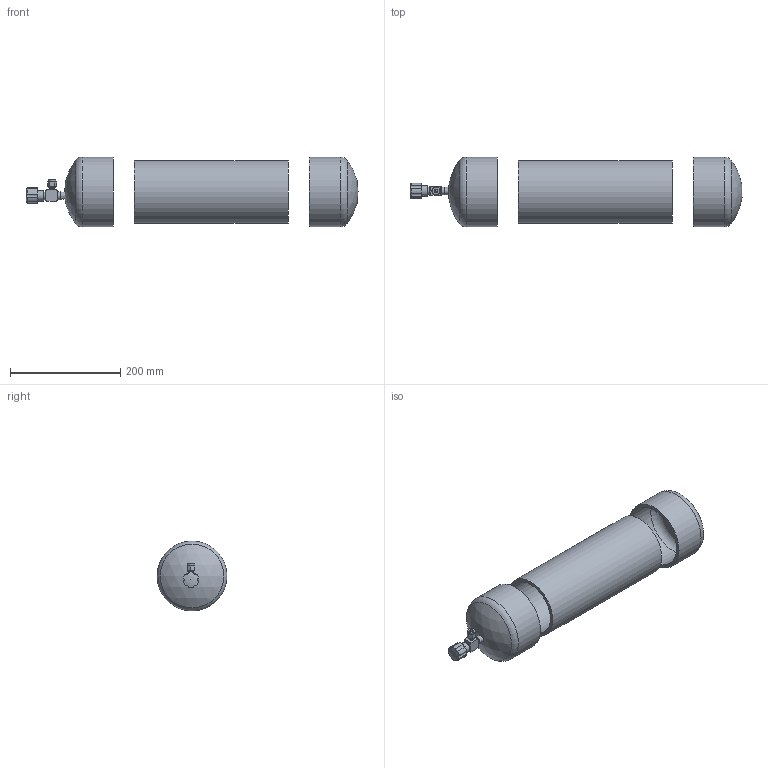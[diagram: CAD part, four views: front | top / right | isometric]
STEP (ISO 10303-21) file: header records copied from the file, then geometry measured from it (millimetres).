
FILE_DESCRIPTION(/* description */ (''),/* implementation_level */ '2;1');
FILE_NAME(/* name */ 'Mechanical Cow Canister v2.step',/* time_stamp */ '2020-02-20T09:35:07-08:00',/* author */ (''),/* organization */ (''),/* preprocessor_version */ 'ST-DEVELOPER v18',/* originating_system */ 'Autodesk Translation Framework v8.12.0.6',/* authorisation */ '');
FILE_SCHEMA (('AUTOMOTIVE_DESIGN { 1 0 10303 214 3 1 1 }'));
Length unit declared in the file: inch
Products named in the file (2): Mechanical Cow Canister; SS-14DKM4-S4-A-SwagelokCompany-3D-01-29-2020
Assembly tree (1 placements, depth 2):
  Mechanical Cow Canister
    SS-14DKM4-S4-A-SwagelokCompany-3D-01-29-2020
Bounding box: 602.46 x 127 x 127 mm (x, y, z)
Volume: 1300863.5 mm3; surface area: 347157.7 mm2
Topology: 4 solids, 4 shells, 91 faces, 219 edges, 146 vertices
Faces by surface type: plane 42, cylinder 27, cone 15, torus 4, sphere 3
Full cylindrical faces by diameter (mm): 4.826 x1, 6.35 x1, 7.112 x1, 8.953 x1, 11.112 x1, 13.716 x1, 14.224 x2, 19.05 x1, 101.6 x1, 114.3 x3, 127 x2
Entity records: 2794 total; most frequent: CARTESIAN_POINT 584, DIRECTION 468, ORIENTED_EDGE 436, EDGE_CURVE 218, AXIS2_PLACEMENT_3D 186, VERTEX_POINT 146, EDGE_LOOP 104, LINE 96
